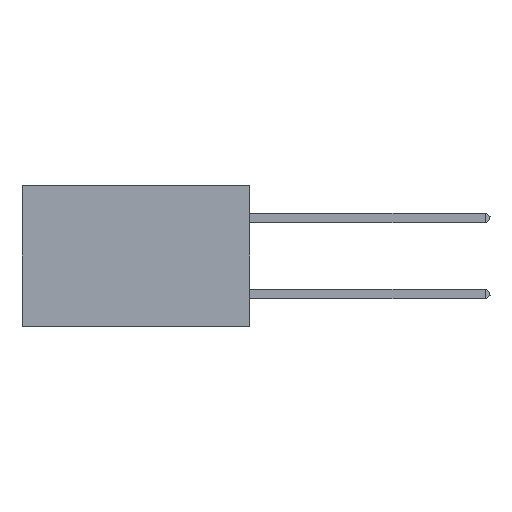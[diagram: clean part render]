
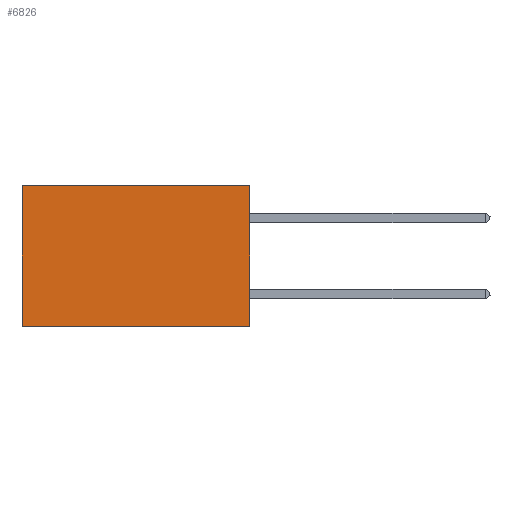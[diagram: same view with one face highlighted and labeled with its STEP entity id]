
A CAD part, left-side view. The second image highlights one B-rep face of the part: STEP entity #6826.
In plain terms, the highlighted planar face has unit normal (-1, 0, 0).
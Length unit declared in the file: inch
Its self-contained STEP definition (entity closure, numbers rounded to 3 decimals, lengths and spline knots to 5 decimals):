
#821 = CARTESIAN_POINT ( 'NONE',  ( 0.2875, 0., 0. ) ) ;
#2232 = CARTESIAN_POINT ( 'NONE',  ( 0.2875, 0.6, -0.37 ) ) ;
#2638 = EDGE_CURVE ( 'NONE', #26097, #25242, #9541, .T. ) ;
#5140 = EDGE_CURVE ( 'NONE', #6827, #25242, #5788, .T. ) ;
#5788 = LINE ( 'NONE', #14045, #26663 ) ;
#6826 = ADVANCED_FACE ( 'NONE', ( #30784 ), #11726, .F. ) ;
#6827 = VERTEX_POINT ( 'NONE', #19927 ) ;
#9394 = CARTESIAN_POINT ( 'NONE',  ( 0.2875, 0., 0. ) ) ;
#9541 = LINE ( 'NONE', #15585, #24024 ) ;
#10410 = CARTESIAN_POINT ( 'NONE',  ( 0.2875, 0., 0. ) ) ;
#10508 = LINE ( 'NONE', #821, #26716 ) ;
#11030 = EDGE_CURVE ( 'NONE', #16029, #26097, #31364, .T. ) ;
#11726 = PLANE ( 'NONE',  #14249 ) ;
#12638 = VECTOR ( 'NONE', #29489, 39.37008 ) ;
#14045 = CARTESIAN_POINT ( 'NONE',  ( 0.2875, 0.6, 0. ) ) ;
#14249 = AXIS2_PLACEMENT_3D ( 'NONE', #33280, #34232, #20423 ) ;
#15585 = CARTESIAN_POINT ( 'NONE',  ( 0.2875, 0., -0.37 ) ) ;
#15806 = ORIENTED_EDGE ( 'NONE', *, *, #5140, .T. ) ;
#16029 = VERTEX_POINT ( 'NONE', #9394 ) ;
#16725 = ORIENTED_EDGE ( 'NONE', *, *, #32941, .T. ) ;
#17515 = CARTESIAN_POINT ( 'NONE',  ( 0.2875, 0., -0.37 ) ) ;
#19927 = CARTESIAN_POINT ( 'NONE',  ( 0.2875, 0.6, 0. ) ) ;
#20423 = DIRECTION ( 'NONE',  ( 0., 0., -1. ) ) ;
#23018 = DIRECTION ( 'NONE',  ( 0., 1., 0. ) ) ;
#24024 = VECTOR ( 'NONE', #29162, 39.37008 ) ;
#25022 = DIRECTION ( 'NONE',  ( 0., 0., -1. ) ) ;
#25242 = VERTEX_POINT ( 'NONE', #2232 ) ;
#26097 = VERTEX_POINT ( 'NONE', #17515 ) ;
#26663 = VECTOR ( 'NONE', #25022, 39.37008 ) ;
#26716 = VECTOR ( 'NONE', #23018, 39.37008 ) ;
#29162 = DIRECTION ( 'NONE',  ( 0., 1., 0. ) ) ;
#29489 = DIRECTION ( 'NONE',  ( 0., 0., -1. ) ) ;
#30784 = FACE_OUTER_BOUND ( 'NONE', #31156, .T. ) ;
#31156 = EDGE_LOOP ( 'NONE', ( #15806, #34946, #33005, #16725 ) ) ;
#31364 = LINE ( 'NONE', #10410, #12638 ) ;
#32941 = EDGE_CURVE ( 'NONE', #16029, #6827, #10508, .T. ) ;
#33005 = ORIENTED_EDGE ( 'NONE', *, *, #11030, .F. ) ;
#33280 = CARTESIAN_POINT ( 'NONE',  ( 0.2875, 0., 0. ) ) ;
#34232 = DIRECTION ( 'NONE',  ( 1., 0., 0. ) ) ;
#34946 = ORIENTED_EDGE ( 'NONE', *, *, #2638, .F. ) ;
